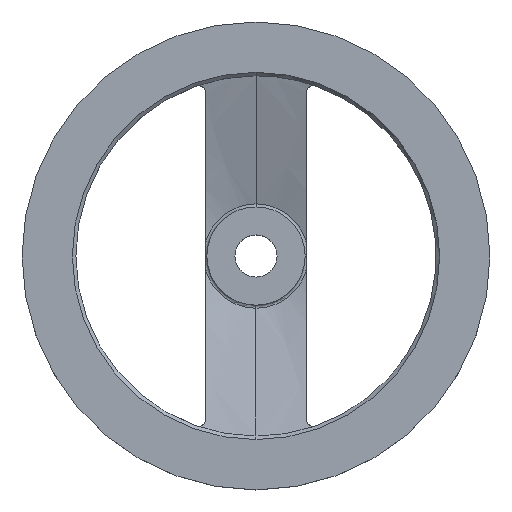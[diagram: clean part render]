
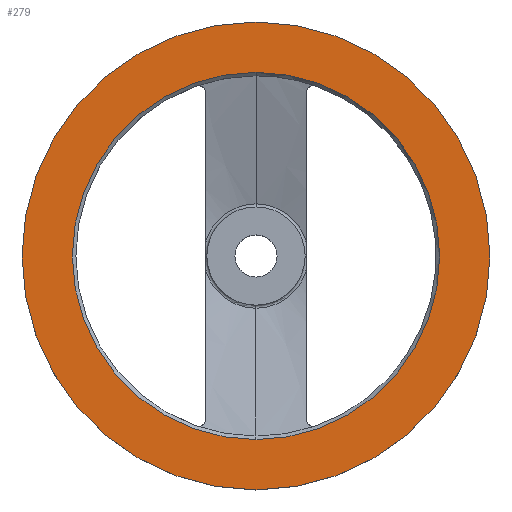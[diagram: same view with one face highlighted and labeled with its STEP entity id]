
A CAD part, top view. The second image highlights one B-rep face of the part: STEP entity #279.
In plain terms, the highlighted planar face has unit normal (0, 0, 1).
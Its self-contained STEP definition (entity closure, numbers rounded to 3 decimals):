
#223=EDGE_CURVE('',#533,#449,#617,.T.);
#225=EDGE_CURVE('',#571,#411,#619,.T.);
#279=ADVANCED_FACE('',(#673,#674),#675,.T.);
#353=EDGE_CURVE('',#449,#533,#762,.T.);
#411=VERTEX_POINT('',#827);
#449=VERTEX_POINT('',#870);
#533=VERTEX_POINT('',#962);
#571=VERTEX_POINT('',#1001);
#587=EDGE_CURVE('',#411,#571,#1021,.T.);
#617=CIRCLE('',#1047,78.5);
#619=CIRCLE('',#1050,100.);
#673=FACE_BOUND('',#1149,.T.);
#674=FACE_OUTER_BOUND('',#1150,.T.);
#675=PLANE('',#1151);
#762=CIRCLE('',#1307,78.5);
#827=CARTESIAN_POINT('',(0.,100.,45.0));
#870=CARTESIAN_POINT('',(0.,-78.5,45.0));
#962=CARTESIAN_POINT('',(0.,78.5,45.0));
#1001=CARTESIAN_POINT('',(0.,-100.0,45.0));
#1021=CIRCLE('',#1850,100.);
#1047=AXIS2_PLACEMENT_3D('',#1873,#1874,#1875);
#1050=AXIS2_PLACEMENT_3D('',#1876,#1877,#1878);
#1149=EDGE_LOOP('',(#1916,#1917));
#1150=EDGE_LOOP('',(#1918,#1919));
#1151=AXIS2_PLACEMENT_3D('',#1920,#1921,#1922);
#1307=AXIS2_PLACEMENT_3D('',#2054,#2055,#2056);
#1850=AXIS2_PLACEMENT_3D('',#2364,#2365,#2366);
#1873=CARTESIAN_POINT('',(0.,0.,45.0));
#1874=DIRECTION('',(0.,0.,1.0));
#1875=DIRECTION('',(0.,1.0,0.));
#1876=CARTESIAN_POINT('',(0.,0.,45.0));
#1877=DIRECTION('',(0.,0.,1.0));
#1878=DIRECTION('',(0.,1.0,0.));
#1916=ORIENTED_EDGE('',*,*,#223,.F.);
#1917=ORIENTED_EDGE('',*,*,#353,.F.);
#1918=ORIENTED_EDGE('',*,*,#587,.T.);
#1919=ORIENTED_EDGE('',*,*,#225,.T.);
#1920=CARTESIAN_POINT('',(0.,89.25,45.0));
#1921=DIRECTION('',(0.,0.,1.0));
#1922=DIRECTION('',(0.,1.0,0.0));
#2054=CARTESIAN_POINT('',(0.,0.,45.0));
#2055=DIRECTION('',(0.,0.,1.0));
#2056=DIRECTION('',(0.,1.0,0.));
#2364=CARTESIAN_POINT('',(0.,0.,45.0));
#2365=DIRECTION('',(0.,0.,1.0));
#2366=DIRECTION('',(0.,1.0,0.));
